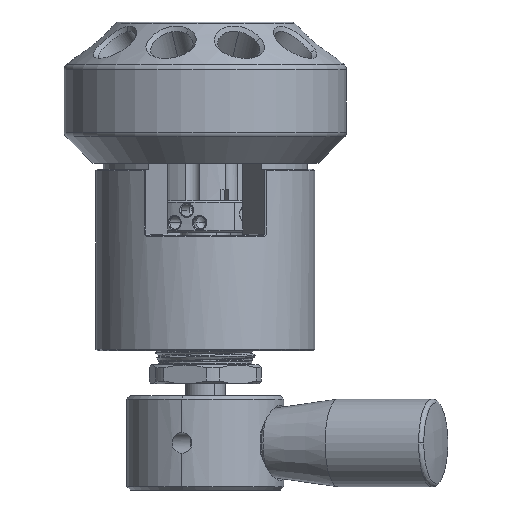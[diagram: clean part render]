
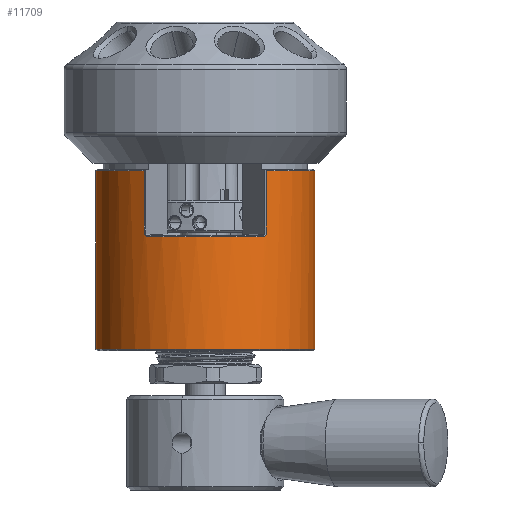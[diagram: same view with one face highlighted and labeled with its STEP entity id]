
A CAD part, front view. The second image highlights one B-rep face of the part: STEP entity #11709.
In plain terms, the highlighted cylindrical face has radius 17.45 mm (diameter 34.9 mm), a partial arc.
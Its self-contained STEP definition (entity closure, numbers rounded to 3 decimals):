
#658 = ORIENTED_EDGE ( 'NONE', *, *, #7873, .F. ) ;
#852 = CARTESIAN_POINT ( 'NONE',  ( 9.475, -14.654, -34.132 ) ) ;
#1386 = DIRECTION ( 'NONE',  ( -1., 0., 0. ) ) ;
#2227 = VERTEX_POINT ( 'NONE', #32038 ) ;
#2496 = EDGE_CURVE ( 'NONE', #10693, #15935, #17829, .T. ) ;
#3123 = DIRECTION ( 'NONE',  ( 0., 0., 1. ) ) ;
#3895 = CARTESIAN_POINT ( 'NONE',  ( 9.533, -14.616, -34.064 ) ) ;
#4636 = LINE ( 'NONE', #34978, #33108 ) ;
#4984 = EDGE_CURVE ( 'NONE', #37404, #2227, #37438, .T. ) ;
#5278 = CARTESIAN_POINT ( 'NONE',  ( 17.45, 0., -23.7 ) ) ;
#6316 = CIRCLE ( 'NONE', #40703, 17.45 ) ;
#6466 = DIRECTION ( 'NONE',  ( 0., 0., -1. ) ) ;
#7076 = CARTESIAN_POINT ( 'NONE',  ( 9.592, -14.578, -33.995 ) ) ;
#7873 = EDGE_CURVE ( 'NONE', #37404, #17551, #18980, .T. ) ;
#7928 = AXIS2_PLACEMENT_3D ( 'NONE', #23762, #26972, #1386 ) ;
#9466 = EDGE_CURVE ( 'NONE', #19512, #17551, #32153, .T. ) ;
#10378 = CARTESIAN_POINT ( 'NONE',  ( 9.701, -14.505, -33.865 ) ) ;
#10651 = ORIENTED_EDGE ( 'NONE', *, *, #9466, .T. ) ;
#10693 = VERTEX_POINT ( 'NONE', #5278 ) ;
#11433 = B_SPLINE_CURVE_WITH_KNOTS ( 'NONE', 3,
 ( #38762, #13509, #852, #23183, #3895, #26420, #7076, #29528, #10378, #32661 ),
 .UNSPECIFIED., .F., .F.,
 ( 4, 3, 3, 4 ),
 ( 0., 0., 0., 0.001 ),
 .UNSPECIFIED. ) ;
#11709 = ADVANCED_FACE ( 'NONE', ( #17301 ), #17137, .T. ) ;
#11716 = ORIENTED_EDGE ( 'NONE', *, *, #21471, .T. ) ;
#11967 = EDGE_CURVE ( 'NONE', #15935, #33487, #15759, .T. ) ;
#12988 = CARTESIAN_POINT ( 'NONE',  ( -9.416, -14.691, -34.2 ) ) ;
#13147 = ORIENTED_EDGE ( 'NONE', *, *, #27978, .T. ) ;
#13509 = CARTESIAN_POINT ( 'NONE',  ( 9.446, -14.672, -34.166 ) ) ;
#14031 = CARTESIAN_POINT ( 'NONE',  ( 0., 0., -23.7 ) ) ;
#15725 = VECTOR ( 'NONE', #6466, 1000. ) ;
#15759 = LINE ( 'NONE', #38216, #15725 ) ;
#15935 = VERTEX_POINT ( 'NONE', #17599 ) ;
#17137 = CYLINDRICAL_SURFACE ( 'NONE', #7928, 17.45 ) ;
#17258 = EDGE_CURVE ( 'NONE', #2227, #20824, #29078, .T. ) ;
#17292 = DIRECTION ( 'NONE',  ( 1., 0., 0. ) ) ;
#17301 = FACE_OUTER_BOUND ( 'NONE', #19940, .T. ) ;
#17551 = VERTEX_POINT ( 'NONE', #12988 ) ;
#17595 = ORIENTED_EDGE ( 'NONE', *, *, #17258, .T. ) ;
#17599 = CARTESIAN_POINT ( 'NONE',  ( 9.755, -14.469, -23.7 ) ) ;
#17622 = CARTESIAN_POINT ( 'NONE',  ( -17.45, 0., -23.7 ) ) ;
#17829 = CIRCLE ( 'NONE', #31253, 17.45 ) ;
#18336 = CARTESIAN_POINT ( 'NONE',  ( -17.45, 0., -22. ) ) ;
#18980 = B_SPLINE_CURVE_WITH_KNOTS ( 'NONE', 3,
 ( #34442, #31699, #31755, #32374, #31583, #31577, #31542, #31497, #31451, #31411 ),
 .UNSPECIFIED., .F., .F.,
 ( 4, 3, 3, 4 ),
 ( 0., 0., 0., 0.001 ),
 .UNSPECIFIED. ) ;
#19279 = VERTEX_POINT ( 'NONE', #25658 ) ;
#19441 = AXIS2_PLACEMENT_3D ( 'NONE', #14031, #36162, #17292 ) ;
#19512 = VERTEX_POINT ( 'NONE', #35381 ) ;
#19940 = EDGE_LOOP ( 'NONE', ( #38010, #28932, #31965, #38137, #10651, #658, #39308, #17595, #13147, #11716 ) ) ;
#20824 = VERTEX_POINT ( 'NONE', #17622 ) ;
#20992 = CARTESIAN_POINT ( 'NONE',  ( -17.45, 0., -52.2 ) ) ;
#21471 = EDGE_CURVE ( 'NONE', #23487, #19279, #6316, .T. ) ;
#21525 = DIRECTION ( 'NONE',  ( 0., 0., -1. ) ) ;
#22344 = CARTESIAN_POINT ( 'NONE',  ( 0., 0., -52.2 ) ) ;
#22770 = AXIS2_PLACEMENT_3D ( 'NONE', #35128, #35116, #35086 ) ;
#23183 = CARTESIAN_POINT ( 'NONE',  ( 9.504, -14.635, -34.098 ) ) ;
#23487 = VERTEX_POINT ( 'NONE', #20992 ) ;
#23717 = EDGE_CURVE ( 'NONE', #10693, #19279, #4636, .T. ) ;
#23762 = CARTESIAN_POINT ( 'NONE',  ( 0., 0., -22. ) ) ;
#25061 = VECTOR ( 'NONE', #21525, 1000. ) ;
#25584 = DIRECTION ( 'NONE',  ( 0., 0., -1. ) ) ;
#25604 = DIRECTION ( 'NONE',  ( 1., 0., 0. ) ) ;
#25658 = CARTESIAN_POINT ( 'NONE',  ( 17.45, 0., -52.2 ) ) ;
#26420 = CARTESIAN_POINT ( 'NONE',  ( 9.563, -14.597, -34.029 ) ) ;
#26972 = DIRECTION ( 'NONE',  ( 0., 0., -1. ) ) ;
#27978 = EDGE_CURVE ( 'NONE', #20824, #23487, #28978, .T. ) ;
#28171 = CARTESIAN_POINT ( 'NONE',  ( -9.755, -14.469, -33.8 ) ) ;
#28932 = ORIENTED_EDGE ( 'NONE', *, *, #2496, .T. ) ;
#28978 = LINE ( 'NONE', #18336, #25061 ) ;
#29078 = CIRCLE ( 'NONE', #19441, 17.45 ) ;
#29528 = CARTESIAN_POINT ( 'NONE',  ( 9.646, -14.541, -33.93 ) ) ;
#31253 = AXIS2_PLACEMENT_3D ( 'NONE', #36486, #36518, #36569 ) ;
#31411 = CARTESIAN_POINT ( 'NONE',  ( -9.416, -14.691, -34.2 ) ) ;
#31451 = CARTESIAN_POINT ( 'NONE',  ( -9.472, -14.656, -34.136 ) ) ;
#31497 = CARTESIAN_POINT ( 'NONE',  ( -9.527, -14.62, -34.071 ) ) ;
#31542 = CARTESIAN_POINT ( 'NONE',  ( -9.582, -14.584, -34.006 ) ) ;
#31577 = CARTESIAN_POINT ( 'NONE',  ( -9.611, -14.565, -33.972 ) ) ;
#31583 = CARTESIAN_POINT ( 'NONE',  ( -9.64, -14.545, -33.938 ) ) ;
#31616 = VECTOR ( 'NONE', #34414, 1000. ) ;
#31699 = CARTESIAN_POINT ( 'NONE',  ( -9.727, -14.488, -33.834 ) ) ;
#31755 = CARTESIAN_POINT ( 'NONE',  ( -9.698, -14.507, -33.869 ) ) ;
#31965 = ORIENTED_EDGE ( 'NONE', *, *, #11967, .T. ) ;
#32038 = CARTESIAN_POINT ( 'NONE',  ( -9.755, -14.469, -23.7 ) ) ;
#32153 = CIRCLE ( 'NONE', #22770, 17.45 ) ;
#32374 = CARTESIAN_POINT ( 'NONE',  ( -9.669, -14.526, -33.903 ) ) ;
#32661 = CARTESIAN_POINT ( 'NONE',  ( 9.755, -14.469, -33.8 ) ) ;
#33034 = CARTESIAN_POINT ( 'NONE',  ( 9.755, -14.469, -33.8 ) ) ;
#33108 = VECTOR ( 'NONE', #25584, 1000. ) ;
#33487 = VERTEX_POINT ( 'NONE', #33034 ) ;
#33742 = CARTESIAN_POINT ( 'NONE',  ( -9.755, -14.469, -22. ) ) ;
#34414 = DIRECTION ( 'NONE',  ( 0., 0., 1. ) ) ;
#34442 = CARTESIAN_POINT ( 'NONE',  ( -9.755, -14.469, -33.8 ) ) ;
#34978 = CARTESIAN_POINT ( 'NONE',  ( 17.45, 0., -22. ) ) ;
#35086 = DIRECTION ( 'NONE',  ( 1., 0., 0. ) ) ;
#35116 = DIRECTION ( 'NONE',  ( 0., 0., -1. ) ) ;
#35128 = CARTESIAN_POINT ( 'NONE',  ( 0., 0., -34.2 ) ) ;
#35381 = CARTESIAN_POINT ( 'NONE',  ( 9.416, -14.691, -34.2 ) ) ;
#36162 = DIRECTION ( 'NONE',  ( 0., 0., -1. ) ) ;
#36272 = EDGE_CURVE ( 'NONE', #19512, #33487, #11433, .T. ) ;
#36486 = CARTESIAN_POINT ( 'NONE',  ( 0., 0., -23.7 ) ) ;
#36518 = DIRECTION ( 'NONE',  ( 0., 0., -1. ) ) ;
#36569 = DIRECTION ( 'NONE',  ( 1., 0., 0. ) ) ;
#37404 = VERTEX_POINT ( 'NONE', #28171 ) ;
#37438 = LINE ( 'NONE', #33742, #31616 ) ;
#38010 = ORIENTED_EDGE ( 'NONE', *, *, #23717, .F. ) ;
#38137 = ORIENTED_EDGE ( 'NONE', *, *, #36272, .F. ) ;
#38216 = CARTESIAN_POINT ( 'NONE',  ( 9.755, -14.469, -22. ) ) ;
#38762 = CARTESIAN_POINT ( 'NONE',  ( 9.416, -14.691, -34.2 ) ) ;
#39308 = ORIENTED_EDGE ( 'NONE', *, *, #4984, .T. ) ;
#40703 = AXIS2_PLACEMENT_3D ( 'NONE', #22344, #3123, #25604 ) ;
